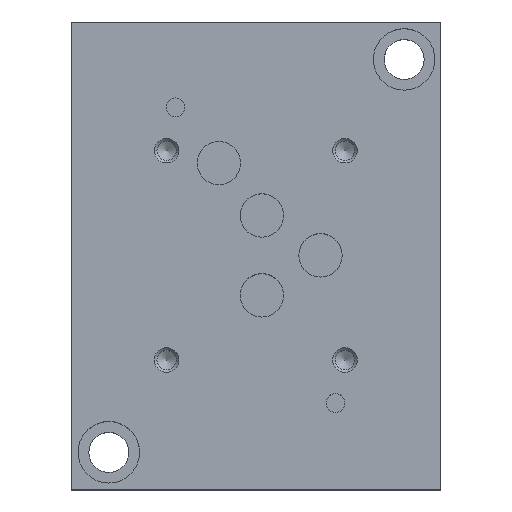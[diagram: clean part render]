
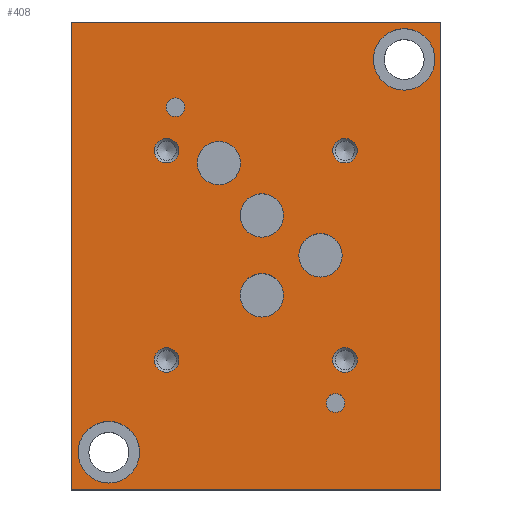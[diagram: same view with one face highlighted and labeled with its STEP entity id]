
A CAD part, top view. The second image highlights one B-rep face of the part: STEP entity #408.
In plain terms, the highlighted planar face has unit normal (0, 0, 1).
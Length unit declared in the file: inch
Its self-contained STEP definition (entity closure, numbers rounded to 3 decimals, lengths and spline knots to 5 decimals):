
#408 = ADVANCED_FACE( '', ( #969, #970, #971, #972, #973, #974, #975, #976, #977, #978, #979, #980, #981 ), #982, .F. );
#969 = FACE_BOUND( '', #1732, .T. );
#970 = FACE_BOUND( '', #1733, .T. );
#971 = FACE_BOUND( '', #1734, .T. );
#972 = FACE_BOUND( '', #1735, .T. );
#973 = FACE_BOUND( '', #1736, .T. );
#974 = FACE_BOUND( '', #1737, .T. );
#975 = FACE_BOUND( '', #1738, .T. );
#976 = FACE_BOUND( '', #1739, .T. );
#977 = FACE_BOUND( '', #1740, .T. );
#978 = FACE_BOUND( '', #1741, .T. );
#979 = FACE_BOUND( '', #1742, .T. );
#980 = FACE_BOUND( '', #1743, .T. );
#981 = FACE_OUTER_BOUND( '', #1744, .T. );
#982 = PLANE( '', #1745 );
#1732 = EDGE_LOOP( '', ( #2848 ) );
#1733 = EDGE_LOOP( '', ( #2849 ) );
#1734 = EDGE_LOOP( '', ( #2850 ) );
#1735 = EDGE_LOOP( '', ( #2851 ) );
#1736 = EDGE_LOOP( '', ( #2852 ) );
#1737 = EDGE_LOOP( '', ( #2853 ) );
#1738 = EDGE_LOOP( '', ( #2854 ) );
#1739 = EDGE_LOOP( '', ( #2855 ) );
#1740 = EDGE_LOOP( '', ( #2856 ) );
#1741 = EDGE_LOOP( '', ( #2857 ) );
#1742 = EDGE_LOOP( '', ( #2858 ) );
#1743 = EDGE_LOOP( '', ( #2859 ) );
#1744 = EDGE_LOOP( '', ( #2860, #2861, #2862, #2863 ) );
#1745 = AXIS2_PLACEMENT_3D( '', #2864, #2865, #2866 );
#2848 = ORIENTED_EDGE( '', *, *, #4313, .T. );
#2849 = ORIENTED_EDGE( '', *, *, #4465, .T. );
#2850 = ORIENTED_EDGE( '', *, *, #4141, .F. );
#2851 = ORIENTED_EDGE( '', *, *, #4466, .F. );
#2852 = ORIENTED_EDGE( '', *, *, #4467, .F. );
#2853 = ORIENTED_EDGE( '', *, *, #4468, .F. );
#2854 = ORIENTED_EDGE( '', *, *, #4469, .F. );
#2855 = ORIENTED_EDGE( '', *, *, #4470, .F. );
#2856 = ORIENTED_EDGE( '', *, *, #4471, .F. );
#2857 = ORIENTED_EDGE( '', *, *, #4472, .F. );
#2858 = ORIENTED_EDGE( '', *, *, #4440, .F. );
#2859 = ORIENTED_EDGE( '', *, *, #4473, .F. );
#2860 = ORIENTED_EDGE( '', *, *, #4474, .T. );
#2861 = ORIENTED_EDGE( '', *, *, #4475, .F. );
#2862 = ORIENTED_EDGE( '', *, *, #4476, .F. );
#2863 = ORIENTED_EDGE( '', *, *, #4477, .T. );
#2864 = CARTESIAN_POINT( '', ( 3.75, 4.75, 1.75 ) );
#2865 = DIRECTION( '', ( 0., 0., -1. ) );
#2866 = DIRECTION( '', ( -1., 0., 0. ) );
#4141 = EDGE_CURVE( '', #4875, #4875, #4876, .T. );
#4313 = EDGE_CURVE( '', #5167, #5167, #5168, .T. );
#4440 = EDGE_CURVE( '', #5367, #5367, #5368, .T. );
#4465 = EDGE_CURVE( '', #5407, #5407, #5408, .T. );
#4466 = EDGE_CURVE( '', #5409, #5409, #5410, .T. );
#4467 = EDGE_CURVE( '', #5411, #5411, #5412, .T. );
#4468 = EDGE_CURVE( '', #5413, #5413, #5414, .T. );
#4469 = EDGE_CURVE( '', #5415, #5415, #5416, .T. );
#4470 = EDGE_CURVE( '', #5417, #5417, #5418, .T. );
#4471 = EDGE_CURVE( '', #5419, #5419, #5420, .T. );
#4472 = EDGE_CURVE( '', #5421, #5421, #5422, .T. );
#4473 = EDGE_CURVE( '', #5423, #5423, #5424, .T. );
#4474 = EDGE_CURVE( '', #5425, #5426, #5427, .T. );
#4475 = EDGE_CURVE( '', #5428, #5426, #5429, .T. );
#4476 = EDGE_CURVE( '', #5430, #5428, #5431, .T. );
#4477 = EDGE_CURVE( '', #5430, #5425, #5432, .T. );
#4875 = VERTEX_POINT( '', #5957 );
#4876 = CIRCLE( '', #5958, 0.125 );
#5167 = VERTEX_POINT( '', #6342 );
#5168 = CIRCLE( '', #6343, 0.3125 );
#5367 = VERTEX_POINT( '', #6612 );
#5368 = CIRCLE( '', #6613, 0.2205 );
#5407 = VERTEX_POINT( '', #6666 );
#5408 = CIRCLE( '', #6667, 0.3125 );
#5409 = VERTEX_POINT( '', #6668 );
#5410 = CIRCLE( '', #6669, 0.125 );
#5411 = VERTEX_POINT( '', #6670 );
#5412 = CIRCLE( '', #6671, 0.125 );
#5413 = VERTEX_POINT( '', #6672 );
#5414 = CIRCLE( '', #6673, 0.125 );
#5415 = VERTEX_POINT( '', #6674 );
#5416 = CIRCLE( '', #6675, 0.0945 );
#5417 = VERTEX_POINT( '', #6676 );
#5418 = CIRCLE( '', #6677, 0.0945 );
#5419 = VERTEX_POINT( '', #6678 );
#5420 = CIRCLE( '', #6679, 0.2205 );
#5421 = VERTEX_POINT( '', #6680 );
#5422 = CIRCLE( '', #6681, 0.2205 );
#5423 = VERTEX_POINT( '', #6682 );
#5424 = CIRCLE( '', #6683, 0.2205 );
#5425 = VERTEX_POINT( '', #6684 );
#5426 = VERTEX_POINT( '', #6685 );
#5427 = LINE( '', #6686, #6687 );
#5428 = VERTEX_POINT( '', #6688 );
#5429 = LINE( '', #6689, #6690 );
#5430 = VERTEX_POINT( '', #6691 );
#5431 = LINE( '', #6692, #6693 );
#5432 = LINE( '', #6694, #6695 );
#5957 = CARTESIAN_POINT( '', ( 1.092, 3.443, 1.75 ) );
#5958 = AXIS2_PLACEMENT_3D( '', #7384, #7385, #7386 );
#6342 = CARTESIAN_POINT( '', ( 3.0675, 4.37, 1.75 ) );
#6343 = AXIS2_PLACEMENT_3D( '', #7588, #7589, #7590 );
#6612 = CARTESIAN_POINT( '', ( 1.7185, 3.317, 1.75 ) );
#6613 = AXIS2_PLACEMENT_3D( '', #7730, #7731, #7732 );
#6666 = CARTESIAN_POINT( '', ( 0.0675, 0.38, 1.75 ) );
#6667 = AXIS2_PLACEMENT_3D( '', #7762, #7763, #7764 );
#6668 = CARTESIAN_POINT( '', ( 1.092, 1.317, 1.75 ) );
#6669 = AXIS2_PLACEMENT_3D( '', #7765, #7766, #7767 );
#6670 = CARTESIAN_POINT( '', ( 2.903, 1.317, 1.75 ) );
#6671 = AXIS2_PLACEMENT_3D( '', #7768, #7769, #7770 );
#6672 = CARTESIAN_POINT( '', ( 2.903, 3.443, 1.75 ) );
#6673 = AXIS2_PLACEMENT_3D( '', #7771, #7772, #7773 );
#6674 = CARTESIAN_POINT( '', ( 1.1515, 3.884, 1.75 ) );
#6675 = AXIS2_PLACEMENT_3D( '', #7774, #7775, #7776 );
#6676 = CARTESIAN_POINT( '', ( 2.7775, 0.88, 1.75 ) );
#6677 = AXIS2_PLACEMENT_3D( '', #7777, #7778, #7779 );
#6678 = CARTESIAN_POINT( '', ( 2.1555, 1.974, 1.75 ) );
#6679 = AXIS2_PLACEMENT_3D( '', #7780, #7781, #7782 );
#6680 = CARTESIAN_POINT( '', ( 2.1555, 2.785, 1.75 ) );
#6681 = AXIS2_PLACEMENT_3D( '', #7783, #7784, #7785 );
#6682 = CARTESIAN_POINT( '', ( 2.7505, 2.38, 1.75 ) );
#6683 = AXIS2_PLACEMENT_3D( '', #7786, #7787, #7788 );
#6684 = CARTESIAN_POINT( '', ( 0., 4.75, 1.75 ) );
#6685 = CARTESIAN_POINT( '', ( 0., 0., 1.75 ) );
#6686 = CARTESIAN_POINT( '', ( 0., 4.75, 1.75 ) );
#6687 = VECTOR( '', #7789, 39.37008 );
#6688 = CARTESIAN_POINT( '', ( 3.75, 0., 1.75 ) );
#6689 = CARTESIAN_POINT( '', ( 3.75, 0., 1.75 ) );
#6690 = VECTOR( '', #7790, 39.37008 );
#6691 = CARTESIAN_POINT( '', ( 3.75, 4.75, 1.75 ) );
#6692 = CARTESIAN_POINT( '', ( 3.75, 4.75, 1.75 ) );
#6693 = VECTOR( '', #7791, 39.37008 );
#6694 = CARTESIAN_POINT( '', ( 3.75, 4.75, 1.75 ) );
#6695 = VECTOR( '', #7792, 39.37008 );
#7384 = CARTESIAN_POINT( '', ( 0.967, 3.443, 1.75 ) );
#7385 = DIRECTION( '', ( 0., 0., 1. ) );
#7386 = DIRECTION( '', ( 1., 0., 0. ) );
#7588 = CARTESIAN_POINT( '', ( 3.38, 4.37, 1.75 ) );
#7589 = DIRECTION( '', ( 0., 0., -1. ) );
#7590 = DIRECTION( '', ( -1., 0., 0. ) );
#7730 = CARTESIAN_POINT( '', ( 1.498, 3.317, 1.75 ) );
#7731 = DIRECTION( '', ( 0., 0., 1. ) );
#7732 = DIRECTION( '', ( 1., 0., 0. ) );
#7762 = CARTESIAN_POINT( '', ( 0.38, 0.38, 1.75 ) );
#7763 = DIRECTION( '', ( 0., 0., -1. ) );
#7764 = DIRECTION( '', ( -1., 0., 0. ) );
#7765 = CARTESIAN_POINT( '', ( 0.967, 1.317, 1.75 ) );
#7766 = DIRECTION( '', ( 0., 0., 1. ) );
#7767 = DIRECTION( '', ( 1., 0., 0. ) );
#7768 = CARTESIAN_POINT( '', ( 2.778, 1.317, 1.75 ) );
#7769 = DIRECTION( '', ( 0., 0., 1. ) );
#7770 = DIRECTION( '', ( 1., 0., 0. ) );
#7771 = CARTESIAN_POINT( '', ( 2.778, 3.443, 1.75 ) );
#7772 = DIRECTION( '', ( 0., 0., 1. ) );
#7773 = DIRECTION( '', ( 1., 0., 0. ) );
#7774 = CARTESIAN_POINT( '', ( 1.057, 3.884, 1.75 ) );
#7775 = DIRECTION( '', ( 0., 0., 1. ) );
#7776 = DIRECTION( '', ( 1., 0., 0. ) );
#7777 = CARTESIAN_POINT( '', ( 2.683, 0.88, 1.75 ) );
#7778 = DIRECTION( '', ( 0., 0., 1. ) );
#7779 = DIRECTION( '', ( 1., 0., 0. ) );
#7780 = CARTESIAN_POINT( '', ( 1.935, 1.974, 1.75 ) );
#7781 = DIRECTION( '', ( 0., 0., 1. ) );
#7782 = DIRECTION( '', ( 1., 0., 0. ) );
#7783 = CARTESIAN_POINT( '', ( 1.935, 2.785, 1.75 ) );
#7784 = DIRECTION( '', ( 0., 0., 1. ) );
#7785 = DIRECTION( '', ( 1., 0., 0. ) );
#7786 = CARTESIAN_POINT( '', ( 2.53, 2.38, 1.75 ) );
#7787 = DIRECTION( '', ( 0., 0., 1. ) );
#7788 = DIRECTION( '', ( 1., 0., 0. ) );
#7789 = DIRECTION( '', ( 0., -1., 0. ) );
#7790 = DIRECTION( '', ( -1., 0., 0. ) );
#7791 = DIRECTION( '', ( 0., -1., 0. ) );
#7792 = DIRECTION( '', ( -1., 0., 0. ) );
